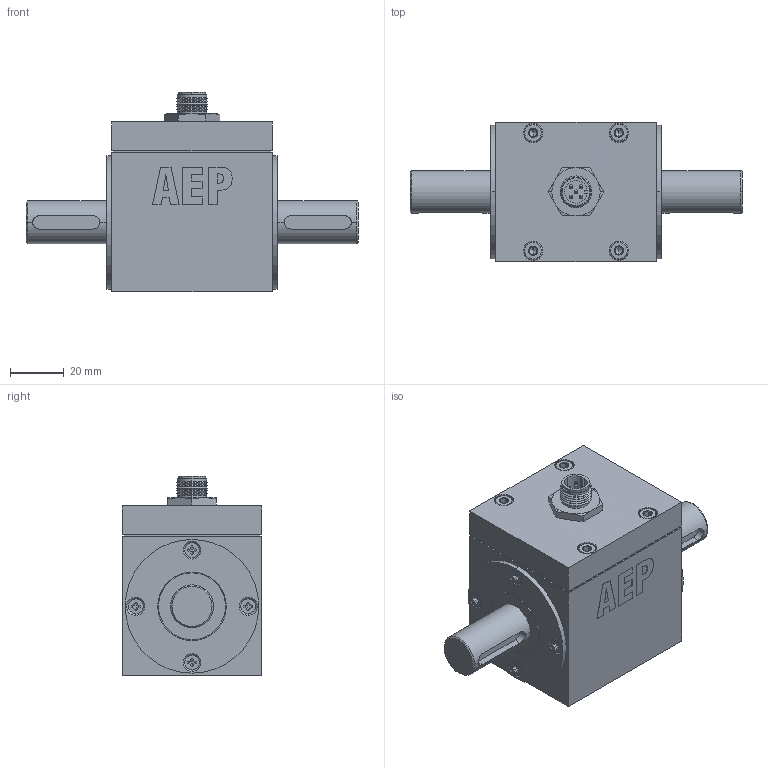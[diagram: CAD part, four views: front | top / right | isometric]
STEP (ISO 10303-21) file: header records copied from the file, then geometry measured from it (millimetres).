
FILE_DESCRIPTION(('STEP AP214'),'1');
FILE_NAME('RT2-RT2A up to 50 Nm.stp','2015-05-18T14:54:12',(' '),(' '),'Spatial InterOp 3D',' ',' ');
FILE_SCHEMA(('automotive_design'));
Length unit declared in the file: metre
Products named in the file (1): Body
Bounding box: 124 x 52 x 74.64 mm (x, y, z)
Volume: 217144.6 mm3; surface area: 28831 mm2
Topology: 1 solids, 9 shells, 612 faces, 1503 edges, 970 vertices
Faces by surface type: plane 264, cylinder 157, cone 118, torus 70, extrusion 3
Entity records: 23643 total; most frequent: CARTESIAN_POINT 3913, DIRECTION 3238, ORIENTED_EDGE 2986, EDGE_CURVE 1493, AXIS2_PLACEMENT_3D 1214, VERTEX_POINT 970, VECTOR 810, LINE 807
